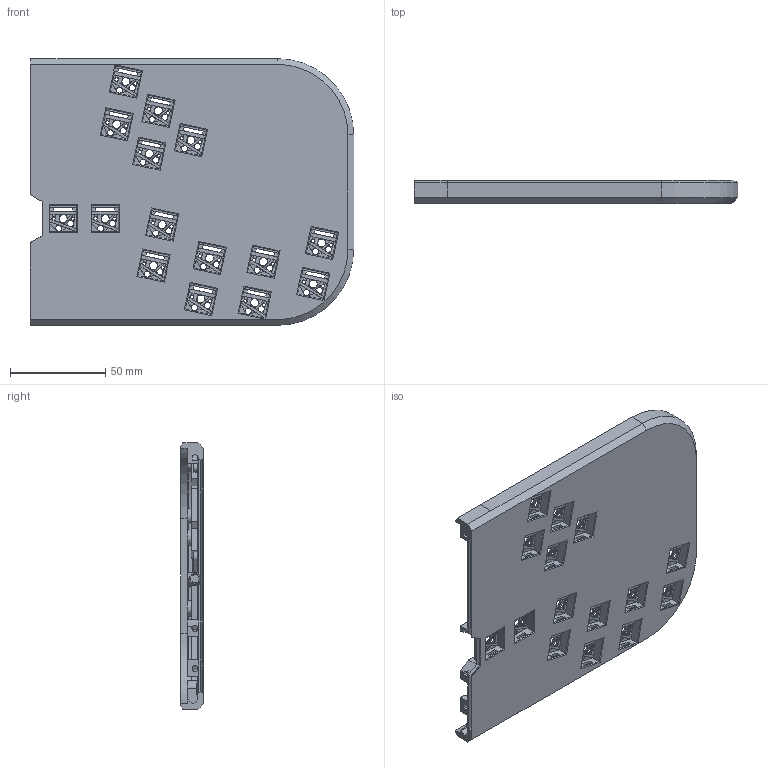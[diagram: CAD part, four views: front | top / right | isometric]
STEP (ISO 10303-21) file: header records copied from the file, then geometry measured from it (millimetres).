
FILE_DESCRIPTION (( 'STEP AP214' ), '1' );
FILE_NAME ('BubbleBox V4 SCL LH Standard.STEP', '2023-03-24T03:09:57', ( '' ), ( '' ), 'SwSTEP 2.0', 'SolidWorks 2022', '' );
FILE_SCHEMA (( 'AUTOMOTIVE_DESIGN' ));
Length unit declared in the file: millimetre
Products named in the file (1): BubbleBox V4 SCL LH Standard
Bounding box: 169.75 x 12 x 140 mm (x, y, z)
Volume: 81561.4 mm3; surface area: 65720.8 mm2
Topology: 1 solids, 1 shells, 1611 faces, 4511 edges, 2960 vertices
Faces by surface type: plane 1330, cylinder 234, cone 47
Entity records: 51453 total; most frequent: CARTESIAN_POINT 9167, ORIENTED_EDGE 9022, DIRECTION 8225, EDGE_CURVE 4511, LINE 3965, VECTOR 3965, VERTEX_POINT 2960, AXIS2_PLACEMENT_3D 2130
